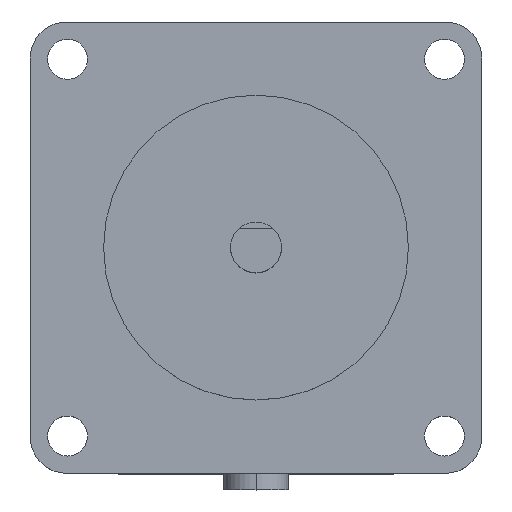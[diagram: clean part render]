
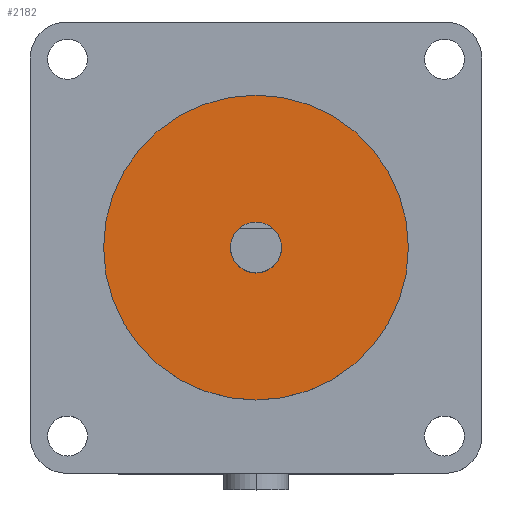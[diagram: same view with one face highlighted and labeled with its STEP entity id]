
A CAD part, top view. The second image highlights one B-rep face of the part: STEP entity #2182.
In plain terms, the highlighted planar face has unit normal (0, 0, 1).
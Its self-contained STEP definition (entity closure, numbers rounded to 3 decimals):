
#141 = CARTESIAN_POINT ( 'NONE',  ( 0., 0., 1.6 ) ) ;
#142 = DIRECTION ( 'NONE',  ( 0., 0., 1. ) ) ;
#143 = DIRECTION ( 'NONE',  ( 1., 0., 0. ) ) ;
#149 = CIRCLE ( 'NONE', #150, 3.175 ) ;
#150 = AXIS2_PLACEMENT_3D ( 'NONE', #141, #142, #143 ) ;
#163 = CIRCLE ( 'NONE', #945, 19.05 ) ;
#206 = CARTESIAN_POINT ( 'NONE',  ( 0., 0., 1.6 ) ) ;
#207 = DIRECTION ( 'NONE',  ( 0., 0., 1. ) ) ;
#208 = DIRECTION ( 'NONE',  ( 1., 0., 0. ) ) ;
#263 = EDGE_LOOP ( 'NONE', ( #2862, #2865 ) ) ;
#264 = EDGE_LOOP ( 'NONE', ( #2861, #2864 ) ) ;
#336 = EDGE_CURVE ( 'NONE', #2326, #2327, #149, .T. ) ;
#354 = EDGE_CURVE ( 'NONE', #2332, #2333, #163, .T. ) ;
#945 = AXIS2_PLACEMENT_3D ( 'NONE', #206, #207, #208 ) ;
#2172 = FACE_OUTER_BOUND ( 'NONE', #264, .T. ) ;
#2173 = FACE_BOUND ( 'NONE', #263, .T. ) ;
#2182 = ADVANCED_FACE ( 'NONE', ( #2172, #2173 ), #3247, .T. ) ;
#2326 = VERTEX_POINT ( 'NONE', #3556 ) ;
#2327 = VERTEX_POINT ( 'NONE', #3557 ) ;
#2332 = VERTEX_POINT ( 'NONE', #3562 ) ;
#2333 = VERTEX_POINT ( 'NONE', #3563 ) ;
#2861 = ORIENTED_EDGE ( 'NONE', *, *, #2951, .T. ) ;
#2862 = ORIENTED_EDGE ( 'NONE', *, *, #2918, .F. ) ;
#2864 = ORIENTED_EDGE ( 'NONE', *, *, #354, .T. ) ;
#2865 = ORIENTED_EDGE ( 'NONE', *, *, #336, .F. ) ;
#2918 = EDGE_CURVE ( 'NONE', #2327, #2326, #3823, .T. ) ;
#2951 = EDGE_CURVE ( 'NONE', #2333, #2332, #3989, .T. ) ;
#3247 = PLANE ( 'NONE',  #3291 ) ;
#3248 = CARTESIAN_POINT ( 'NONE',  ( 0., 0., 1.6 ) ) ;
#3249 = DIRECTION ( 'NONE',  ( 0., 0., 1. ) ) ;
#3250 = DIRECTION ( 'NONE',  ( 1., 0., 0. ) ) ;
#3291 = AXIS2_PLACEMENT_3D ( 'NONE', #3248, #3249, #3250 ) ;
#3556 = CARTESIAN_POINT ( 'NONE',  ( 3.175, 0., 1.6 ) ) ;
#3557 = CARTESIAN_POINT ( 'NONE',  ( -3.175, 0., 1.6 ) ) ;
#3562 = CARTESIAN_POINT ( 'NONE',  ( 19.05, 0., 1.6 ) ) ;
#3563 = CARTESIAN_POINT ( 'NONE',  ( -19.05, 0., 1.6 ) ) ;
#3823 = CIRCLE ( 'NONE', #3949, 3.175 ) ;
#3878 = CARTESIAN_POINT ( 'NONE',  ( 0., 0., 1.6 ) ) ;
#3879 = DIRECTION ( 'NONE',  ( 0., 0., 1. ) ) ;
#3880 = DIRECTION ( 'NONE',  ( 1., 0., 0. ) ) ;
#3949 = AXIS2_PLACEMENT_3D ( 'NONE', #3878, #3879, #3880 ) ;
#3989 = CIRCLE ( 'NONE', #4181, 19.05 ) ;
#4022 = CARTESIAN_POINT ( 'NONE',  ( 0., 0., 1.6 ) ) ;
#4023 = DIRECTION ( 'NONE',  ( 0., 0., 1. ) ) ;
#4025 = DIRECTION ( 'NONE',  ( 1., 0., 0. ) ) ;
#4181 = AXIS2_PLACEMENT_3D ( 'NONE', #4022, #4023, #4025 ) ;
